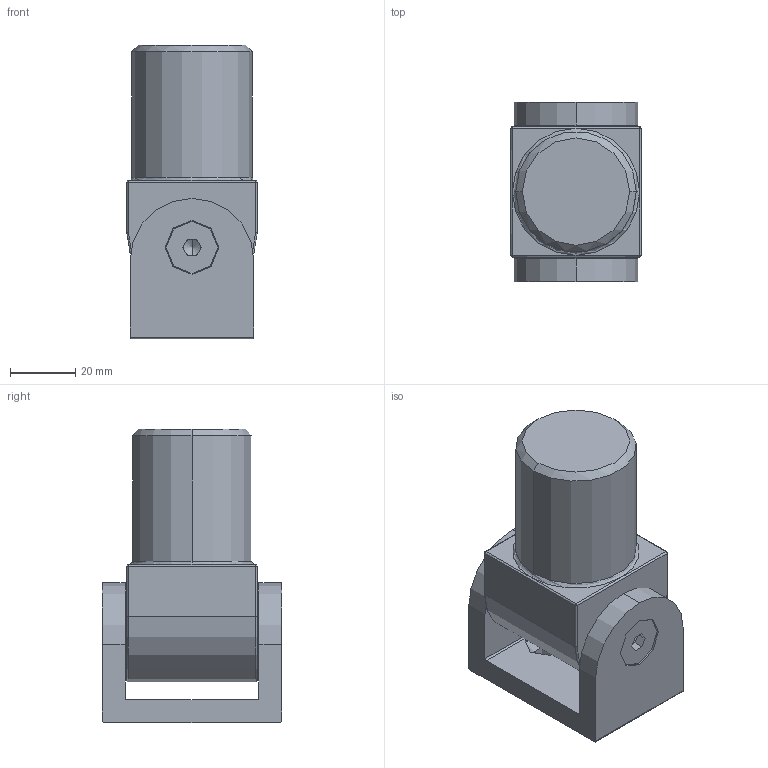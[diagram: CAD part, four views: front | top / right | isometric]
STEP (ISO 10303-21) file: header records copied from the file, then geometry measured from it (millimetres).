
FILE_DESCRIPTION (( 'STEP AP203' ), '1' );
FILE_NAME ('180-SM-S.step', '2021-02-16T11:22:39', ( '' ), ( '' ), 'SwSTEP 2.0', 'SolidWorks 2018', '' );
FILE_SCHEMA (( 'CONFIG_CONTROL_DESIGN' ));
Length unit declared in the file: millimetre
Products named in the file (14): Teil3; DIN-7991 M3-M10; Teil4_180-SM-S Teil4; Teil2; 180-SM-S; Teil2_180-SM-S Teil2; Teil1_180-SM-S Teil1; Teil3_180-SM-S Teil3; Teil4; Teil1; DIN-7991 M3-M10_DIN7991 M8x18
Assembly tree (9 placements, depth 2):
  Teil3
  Teil2
  180-SM-S
    DIN-7991 M3-M10
    DIN-7991 M3-M10
  Teil4
  Teil1
Bounding box: 40 x 55 x 90 mm (x, y, z)
Volume: 125433.4 mm3; surface area: 36826.2 mm2
Topology: 11 solids, 11 shells, 511 faces, 1240 edges, 774 vertices
Faces by surface type: plane 193, bspline 124, cylinder 84, torus 68, cone 38, sphere 4
Entity records: 20391 total; most frequent: CARTESIAN_POINT 9253, ORIENTED_EDGE 2168, DIRECTION 1744, EDGE_CURVE 1084, VERTEX_POINT 687, VECTOR 592, LINE 592, AXIS2_PLACEMENT_3D 576
